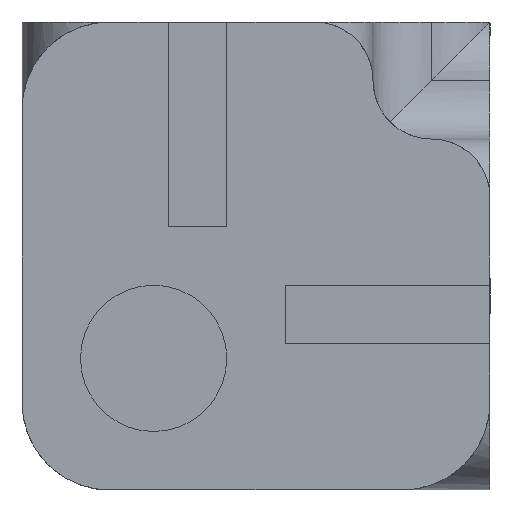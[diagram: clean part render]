
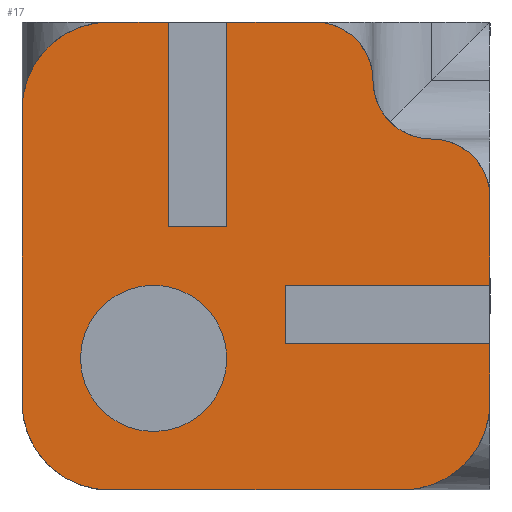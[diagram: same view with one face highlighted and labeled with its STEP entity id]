
A CAD part, front view. The second image highlights one B-rep face of the part: STEP entity #17.
In plain terms, the highlighted planar face has unit normal (0, -1, 0).
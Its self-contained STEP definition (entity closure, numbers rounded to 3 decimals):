
#17 = ADVANCED_FACE('',(#18,#186),#197,.F.);
#18 = FACE_BOUND('',#19,.F.);
#19 = EDGE_LOOP('',(#20,#30,#39,#47,#55,#63,#71,#79,#88,#96,#105,#113,
    #122,#130,#138,#146,#154,#162,#171,#179));
#20 = ORIENTED_EDGE('',*,*,#21,.T.);
#21 = EDGE_CURVE('',#22,#24,#26,.T.);
#22 = VERTEX_POINT('',#23);
#23 = CARTESIAN_POINT('',(13.99,0.,12.));
#24 = VERTEX_POINT('',#25);
#25 = CARTESIAN_POINT('',(14.,0.,12.));
#26 = LINE('',#27,#28);
#27 = CARTESIAN_POINT('',(12.,0.,12.));
#28 = VECTOR('',#29,1.);
#29 = DIRECTION('',(1.,0.,0.));
#30 = ORIENTED_EDGE('',*,*,#31,.T.);
#31 = EDGE_CURVE('',#24,#32,#34,.T.);
#32 = VERTEX_POINT('',#33);
#33 = CARTESIAN_POINT('',(16.,0.,10.));
#34 = CIRCLE('',#35,2.);
#35 = AXIS2_PLACEMENT_3D('',#36,#37,#38);
#36 = CARTESIAN_POINT('',(14.,0.,10.));
#37 = DIRECTION('',(0.,1.,0.));
#38 = DIRECTION('',(0.,0.,1.));
#39 = ORIENTED_EDGE('',*,*,#40,.T.);
#40 = EDGE_CURVE('',#32,#41,#43,.T.);
#41 = VERTEX_POINT('',#42);
#42 = CARTESIAN_POINT('',(16.,0.,7.));
#43 = LINE('',#44,#45);
#44 = CARTESIAN_POINT('',(16.,0.,16.));
#45 = VECTOR('',#46,1.);
#46 = DIRECTION('',(0.,0.,-1.));
#47 = ORIENTED_EDGE('',*,*,#48,.T.);
#48 = EDGE_CURVE('',#41,#49,#51,.T.);
#49 = VERTEX_POINT('',#50);
#50 = CARTESIAN_POINT('',(9.,0.,7.));
#51 = LINE('',#52,#53);
#52 = CARTESIAN_POINT('',(16.,0.,7.));
#53 = VECTOR('',#54,1.);
#54 = DIRECTION('',(-1.,0.,0.));
#55 = ORIENTED_EDGE('',*,*,#56,.T.);
#56 = EDGE_CURVE('',#49,#57,#59,.T.);
#57 = VERTEX_POINT('',#58);
#58 = CARTESIAN_POINT('',(9.,0.,5.));
#59 = LINE('',#60,#61);
#60 = CARTESIAN_POINT('',(9.,0.,7.));
#61 = VECTOR('',#62,1.);
#62 = DIRECTION('',(0.,0.,-1.));
#63 = ORIENTED_EDGE('',*,*,#64,.T.);
#64 = EDGE_CURVE('',#57,#65,#67,.T.);
#65 = VERTEX_POINT('',#66);
#66 = CARTESIAN_POINT('',(16.,0.,5.));
#67 = LINE('',#68,#69);
#68 = CARTESIAN_POINT('',(9.,0.,5.));
#69 = VECTOR('',#70,1.);
#70 = DIRECTION('',(1.,0.,0.));
#71 = ORIENTED_EDGE('',*,*,#72,.T.);
#72 = EDGE_CURVE('',#65,#73,#75,.T.);
#73 = VERTEX_POINT('',#74);
#74 = CARTESIAN_POINT('',(16.,0.,3.));
#75 = LINE('',#76,#77);
#76 = CARTESIAN_POINT('',(16.,0.,16.));
#77 = VECTOR('',#78,1.);
#78 = DIRECTION('',(0.,0.,-1.));
#79 = ORIENTED_EDGE('',*,*,#80,.F.);
#80 = EDGE_CURVE('',#81,#73,#83,.T.);
#81 = VERTEX_POINT('',#82);
#82 = CARTESIAN_POINT('',(13.,0.,0.));
#83 = CIRCLE('',#84,3.);
#84 = AXIS2_PLACEMENT_3D('',#85,#86,#87);
#85 = CARTESIAN_POINT('',(13.,0.,3.));
#86 = DIRECTION('',(0.,-1.,0.));
#87 = DIRECTION('',(0.,0.,1.));
#88 = ORIENTED_EDGE('',*,*,#89,.F.);
#89 = EDGE_CURVE('',#90,#81,#92,.T.);
#90 = VERTEX_POINT('',#91);
#91 = CARTESIAN_POINT('',(3.,0.,0.));
#92 = LINE('',#93,#94);
#93 = CARTESIAN_POINT('',(0.,0.,0.));
#94 = VECTOR('',#95,1.);
#95 = DIRECTION('',(1.,0.,0.));
#96 = ORIENTED_EDGE('',*,*,#97,.T.);
#97 = EDGE_CURVE('',#90,#98,#100,.T.);
#98 = VERTEX_POINT('',#99);
#99 = CARTESIAN_POINT('',(0.,0.,3.));
#100 = CIRCLE('',#101,3.);
#101 = AXIS2_PLACEMENT_3D('',#102,#103,#104);
#102 = CARTESIAN_POINT('',(3.,0.,3.));
#103 = DIRECTION('',(0.,1.,0.));
#104 = DIRECTION('',(0.,0.,1.));
#105 = ORIENTED_EDGE('',*,*,#106,.F.);
#106 = EDGE_CURVE('',#107,#98,#109,.T.);
#107 = VERTEX_POINT('',#108);
#108 = CARTESIAN_POINT('',(0.,0.,13.));
#109 = LINE('',#110,#111);
#110 = CARTESIAN_POINT('',(0.,0.,16.));
#111 = VECTOR('',#112,1.);
#112 = DIRECTION('',(0.,0.,-1.));
#113 = ORIENTED_EDGE('',*,*,#114,.T.);
#114 = EDGE_CURVE('',#107,#115,#117,.T.);
#115 = VERTEX_POINT('',#116);
#116 = CARTESIAN_POINT('',(3.,0.,16.));
#117 = CIRCLE('',#118,3.);
#118 = AXIS2_PLACEMENT_3D('',#119,#120,#121);
#119 = CARTESIAN_POINT('',(3.,0.,13.));
#120 = DIRECTION('',(0.,1.,0.));
#121 = DIRECTION('',(0.,0.,-1.));
#122 = ORIENTED_EDGE('',*,*,#123,.T.);
#123 = EDGE_CURVE('',#115,#124,#126,.T.);
#124 = VERTEX_POINT('',#125);
#125 = CARTESIAN_POINT('',(5.,0.,16.));
#126 = LINE('',#127,#128);
#127 = CARTESIAN_POINT('',(0.,0.,16.)
  );
#128 = VECTOR('',#129,1.);
#129 = DIRECTION('',(1.,0.,0.));
#130 = ORIENTED_EDGE('',*,*,#131,.T.);
#131 = EDGE_CURVE('',#124,#132,#134,.T.);
#132 = VERTEX_POINT('',#133);
#133 = CARTESIAN_POINT('',(5.,0.,9.));
#134 = LINE('',#135,#136);
#135 = CARTESIAN_POINT('',(5.,0.,16.));
#136 = VECTOR('',#137,1.);
#137 = DIRECTION('',(0.,0.,-1.));
#138 = ORIENTED_EDGE('',*,*,#139,.T.);
#139 = EDGE_CURVE('',#132,#140,#142,.T.);
#140 = VERTEX_POINT('',#141);
#141 = CARTESIAN_POINT('',(7.,0.,9.));
#142 = LINE('',#143,#144);
#143 = CARTESIAN_POINT('',(5.,0.,9.));
#144 = VECTOR('',#145,1.);
#145 = DIRECTION('',(1.,0.,0.));
#146 = ORIENTED_EDGE('',*,*,#147,.T.);
#147 = EDGE_CURVE('',#140,#148,#150,.T.);
#148 = VERTEX_POINT('',#149);
#149 = CARTESIAN_POINT('',(7.,0.,16.));
#150 = LINE('',#151,#152);
#151 = CARTESIAN_POINT('',(7.,0.,9.));
#152 = VECTOR('',#153,1.);
#153 = DIRECTION('',(0.,0.,1.));
#154 = ORIENTED_EDGE('',*,*,#155,.T.);
#155 = EDGE_CURVE('',#148,#156,#158,.T.);
#156 = VERTEX_POINT('',#157);
#157 = CARTESIAN_POINT('',(10.,0.,16.));
#158 = LINE('',#159,#160);
#159 = CARTESIAN_POINT('',(0.,0.,16.)
  );
#160 = VECTOR('',#161,1.);
#161 = DIRECTION('',(1.,0.,0.));
#162 = ORIENTED_EDGE('',*,*,#163,.T.);
#163 = EDGE_CURVE('',#156,#164,#166,.T.);
#164 = VERTEX_POINT('',#165);
#165 = CARTESIAN_POINT('',(12.,0.,14.));
#166 = CIRCLE('',#167,2.);
#167 = AXIS2_PLACEMENT_3D('',#168,#169,#170);
#168 = CARTESIAN_POINT('',(10.,0.,14.));
#169 = DIRECTION('',(0.,1.,0.));
#170 = DIRECTION('',(0.,0.,1.));
#171 = ORIENTED_EDGE('',*,*,#172,.T.);
#172 = EDGE_CURVE('',#164,#173,#175,.T.);
#173 = VERTEX_POINT('',#174);
#174 = CARTESIAN_POINT('',(12.,0.,13.99));
#175 = LINE('',#176,#177);
#176 = CARTESIAN_POINT('',(12.,0.,16.));
#177 = VECTOR('',#178,1.);
#178 = DIRECTION('',(0.,0.,-1.));
#179 = ORIENTED_EDGE('',*,*,#180,.F.);
#180 = EDGE_CURVE('',#22,#173,#181,.T.);
#181 = CIRCLE('',#182,1.99);
#182 = AXIS2_PLACEMENT_3D('',#183,#184,#185);
#183 = CARTESIAN_POINT('',(13.99,0.,13.99));
#184 = DIRECTION('',(0.,1.,0.));
#185 = DIRECTION('',(0.,0.,1.));
#186 = FACE_BOUND('',#187,.F.);
#187 = EDGE_LOOP('',(#188));
#188 = ORIENTED_EDGE('',*,*,#189,.T.);
#189 = EDGE_CURVE('',#190,#190,#192,.T.);
#190 = VERTEX_POINT('',#191);
#191 = CARTESIAN_POINT('',(4.5,0.,2.));
#192 = CIRCLE('',#193,2.5);
#193 = AXIS2_PLACEMENT_3D('',#194,#195,#196);
#194 = CARTESIAN_POINT('',(4.5,0.,4.5));
#195 = DIRECTION('',(0.,-1.,0.));
#196 = DIRECTION('',(0.,0.,-1.));
#197 = PLANE('',#198);
#198 = AXIS2_PLACEMENT_3D('',#199,#200,#201);
#199 = CARTESIAN_POINT('',(0.,0.,16.)
  );
#200 = DIRECTION('',(0.,1.,0.));
#201 = DIRECTION('',(0.,0.,-1.));
